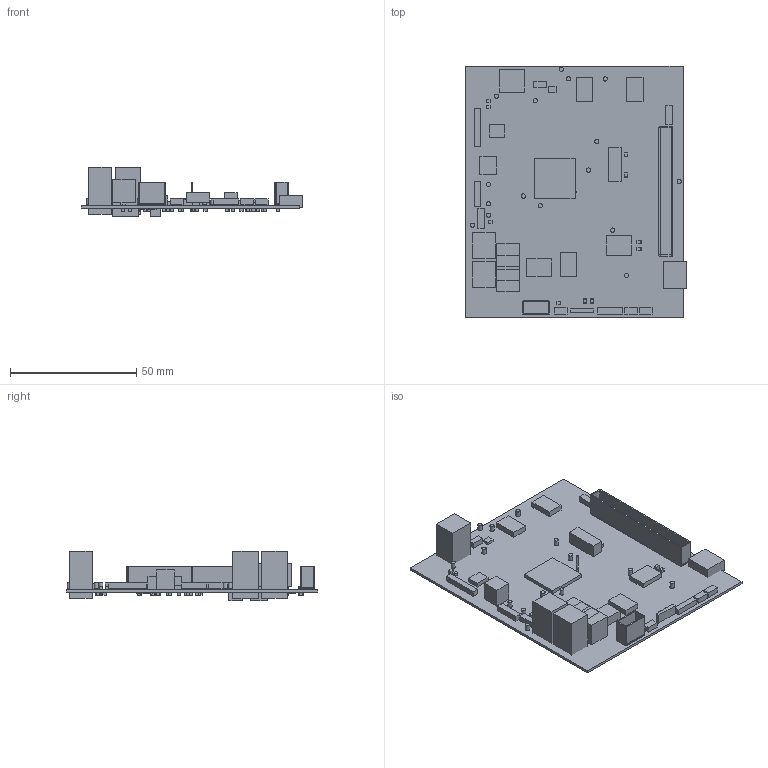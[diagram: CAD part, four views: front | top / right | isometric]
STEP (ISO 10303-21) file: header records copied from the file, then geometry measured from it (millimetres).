
FILE_DESCRIPTION(('Open CASCADE Model'),'2;1');
FILE_NAME('Open CASCADE Shape Model','2013-09-19T17:03:14',('Author'),( 'Open CASCADE'),'Open CASCADE STEP processor 6.2','Open CASCADE 6.2' ,'Unknown');
FILE_SCHEMA(('AUTOMOTIVE_DESIGN_CC2 { 1 2 10303 214 -1 1 5 4 }'));
Length unit declared in the file: millimetre
Products named in the file (34): PCB; Board; 7-1676966-9_0_0000_R; 0805_(2012)_Package_0_0000_R; HDR1X6_0_0000_B; 0805_(2012)_Package_0_0000_C; 0805_(2012)_Package_0_0000_D; HDR1X2_0_0000_LS; HDR1X2_0_0000_P; HDR2X20_0_0000_P; HDR2X4_0_0000_P; 6-1879021-3_0_0000_R; RHC2512FT1K00_0_0000_R; HDR1X3_0_0000_R; RLP73K3AR18JTE_0_0000_R; HDR1X3_0_0000_S; HDR1X4_0_0000_S; TEST-POINT_THT_0_0000_TP; HDR1X4_0_0000_U; QXK2J103KTP_0_0000_C; PZ100_N_0_0630_U; TB_2_0_0000_P; TO-252_0_0000_U; TO-252-3__DPak_0_0000_Q; ABLS_XTAL_0_0000_Y; MOC3042_0_0000_U; SOT23-3N_0_0433_Q; SSOP-28N_0_0472_U; MINI_USB_0_0000_J; SOIC127P600_HS-8AN_0_0661_U; EEE-1EA101XP_0_0000_C; BR_0.02478_0.35_0; BR_0.02478_0.1_0
Assembly tree (97 placements, depth 2):
  PCB
    Board
    7-1676966-9_0_0000_R
    0805_(2012)_Package_0_0000_R  x24
    HDR1X6_0_0000_B
    0805_(2012)_Package_0_0000_C  x23
    0805_(2012)_Package_0_0000_D  x2
    HDR1X2_0_0000_LS
    HDR1X2_0_0000_P  x3
    HDR2X20_0_0000_P
    HDR2X4_0_0000_P
    6-1879021-3_0_0000_R
    RHC2512FT1K00_0_0000_R
    HDR1X3_0_0000_R
    RLP73K3AR18JTE_0_0000_R
    HDR1X3_0_0000_S
    HDR1X4_0_0000_S  x2
    TEST-POINT_THT_0_0000_TP  x16
    HDR1X4_0_0000_U
    QXK2J103KTP_0_0000_C
    PZ100_N_0_0630_U
    TB_2_0_0000_P  x3
    TO-252_0_0000_U  x2
    TO-252-3__DPak_0_0000_Q
    ABLS_XTAL_0_0000_Y
    MOC3042_0_0000_U
    SOT23-3N_0_0433_Q
    SSOP-28N_0_0472_U
    MINI_USB_0_0000_J
    SOIC127P600_HS-8AN_0_0661_U
    EEE-1EA101XP_0_0000_C
  BR_0.02478_0.35_0
  BR_0.02478_0.35_0
  BR_0.02478_0.1_0
Bounding box: 87.86 x 99.69 x 19.78 mm (x, y, z)
Volume: 20708.6 mm3; surface area: 31410.5 mm2
Topology: 216 solids, 216 shells, 1239 faces, 2421 edges, 1614 vertices
Faces by surface type: plane 1220, cylinder 19
Full cylindrical faces by diameter (mm): 0.629 x3, 1.687 x16
Entity records: 18020 total; most frequent: CARTESIAN_POINT 2852, DIRECTION 2800, LINE 1928, VECTOR 1928, ORIENTED_EDGE 1296, PCURVE 1296, DEFINITIONAL_REPRESENTATION 1296, EDGE_CURVE 648
